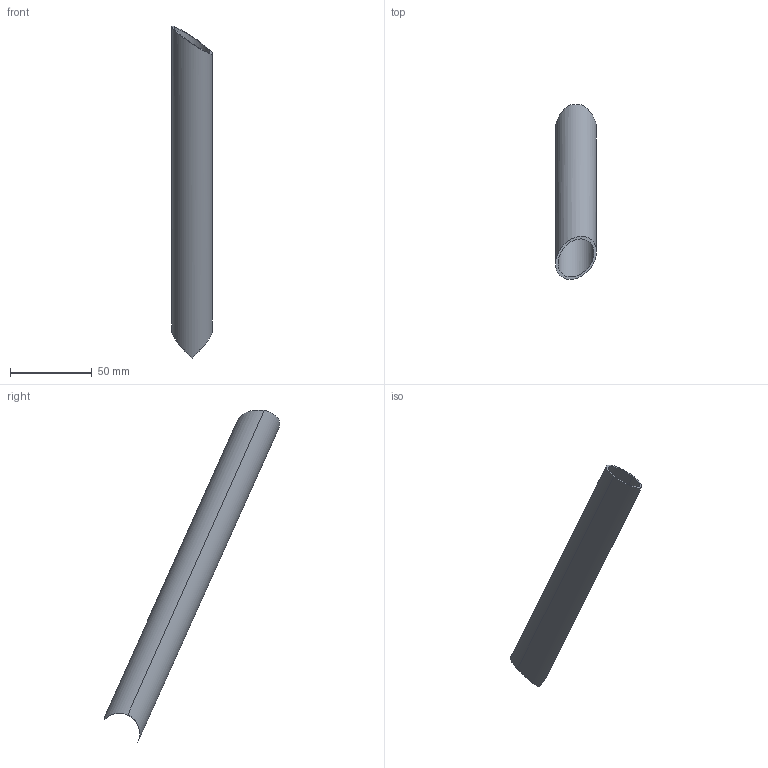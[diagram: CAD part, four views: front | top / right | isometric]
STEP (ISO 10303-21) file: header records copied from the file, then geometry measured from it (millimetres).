
FILE_DESCRIPTION(('STEP AP214'),'1');
FILE_NAME('14.stp','2018-02-08T14:53:03',(' '),(' '),'Spatial InterOp 3D',' ',' ');
FILE_SCHEMA(('automotive_design'));
Length unit declared in the file: metre
Products named in the file (1): Corps1
Bounding box: 25 x 107.42 x 203.23 mm (x, y, z)
Volume: 22006.7 mm3; surface area: 29662.6 mm2
Topology: 1 solids, 1 shells, 8 faces, 26 edges, 19 vertices
Faces by surface type: cylinder 7, plane 1
Entity records: 532 total; most frequent: CARTESIAN_POINT 200, DIRECTION 53, ORIENTED_EDGE 52, EDGE_CURVE 26, AXIS2_PLACEMENT_3D 24, VERTEX_POINT 19, ELLIPSE 13, STYLED_ITEM 9
